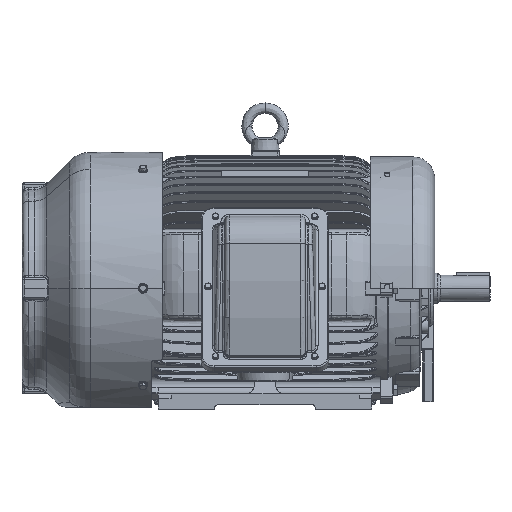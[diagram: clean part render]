
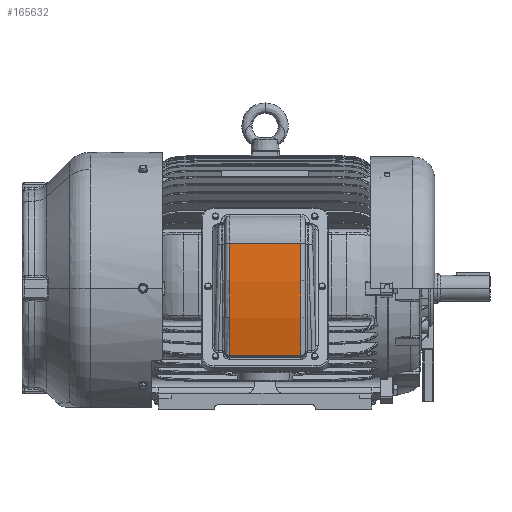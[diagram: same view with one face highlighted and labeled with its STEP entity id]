
A CAD part, front view. The second image highlights one B-rep face of the part: STEP entity #165632.
In plain terms, the highlighted cylindrical face has radius 750 mm (diameter 1500 mm), a partial arc.
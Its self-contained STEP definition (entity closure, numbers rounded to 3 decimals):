
#3280 = B_SPLINE_CURVE_WITH_KNOTS ( 'NONE', 3,
 ( #31250, #223868, #64875, #170450 ),
 .UNSPECIFIED., .F., .F.,
 ( 4, 4 ),
 ( 0., 1. ),
 .UNSPECIFIED. ) ;
#14083 = B_SPLINE_CURVE_WITH_KNOTS ( 'NONE', 3,
 ( #88717, #128907, #23340, #199677, #40750, #106093, #94143, #95258, #218248, #70143 ),
 .UNSPECIFIED., .F., .F.,
 ( 4, 2, 2, 2, 4 ),
 ( 0., 0.25, 0.5, 0.75, 1. ),
 .UNSPECIFIED. ) ;
#17791 = CARTESIAN_POINT ( 'NONE',  ( 192.62, -361.395, 1030.199 ) ) ;
#23340 = CARTESIAN_POINT ( 'NONE',  ( 26.62, -349.086, 922.264 ) ) ;
#29622 = CARTESIAN_POINT ( 'NONE',  ( 192.62, -357.673, 1138.766 ) ) ;
#31250 = CARTESIAN_POINT ( 'NONE',  ( 192.62, -339.501, 879.845 ) ) ;
#32728 = AXIS2_PLACEMENT_3D ( 'NONE', #221218, #48257, #203766 ) ;
#35226 = CARTESIAN_POINT ( 'NONE',  ( 192.62, -358.351, 986.827 ) ) ;
#36342 = CARTESIAN_POINT ( 'NONE',  ( 192.62, -339.501, 879.845 ) ) ;
#40750 = CARTESIAN_POINT ( 'NONE',  ( 26.62, -358.351, 986.827 ) ) ;
#46770 = EDGE_CURVE ( 'NONE', #190231, #172140, #3280, .T. ) ;
#48257 = DIRECTION ( 'NONE',  ( 1., 0., 0. ) ) ;
#49746 = EDGE_LOOP ( 'NONE', ( #184880, #195275, #227940, #87458 ) ) ;
#53756 = CARTESIAN_POINT ( 'NONE',  ( 192.62, -361.973, 1051.951 ) ) ;
#59447 = B_SPLINE_CURVE_WITH_KNOTS ( 'NONE', 3,
 ( #66705, #205950, #116629, #29622 ),
 .UNSPECIFIED., .F., .F.,
 ( 4, 4 ),
 ( 0., 1. ),
 .UNSPECIFIED. ) ;
#64875 = CARTESIAN_POINT ( 'NONE',  ( 81.953, -339.501, 879.845 ) ) ;
#66705 = CARTESIAN_POINT ( 'NONE',  ( 26.62, -357.673, 1138.766 ) ) ;
#67720 = CARTESIAN_POINT ( 'NONE',  ( 192.62, -357.673, 1138.766 ) ) ;
#68886 = CARTESIAN_POINT ( 'NONE',  ( 192.62, -361.239, 1095.424 ) ) ;
#70143 = CARTESIAN_POINT ( 'NONE',  ( 26.62, -357.673, 1138.766 ) ) ;
#72296 = VERTEX_POINT ( 'NONE', #222044 ) ;
#86305 = CARTESIAN_POINT ( 'NONE',  ( 192.62, -355.885, 965.208 ) ) ;
#87458 = ORIENTED_EDGE ( 'NONE', *, *, #87624, .F. ) ;
#87624 = EDGE_CURVE ( 'NONE', #72296, #190231, #122824, .T. ) ;
#88717 = CARTESIAN_POINT ( 'NONE',  ( 26.62, -339.501, 879.845 ) ) ;
#94143 = CARTESIAN_POINT ( 'NONE',  ( 26.62, -361.973, 1051.951 ) ) ;
#94558 = EDGE_CURVE ( 'NONE', #172140, #200322, #14083, .T. ) ;
#95258 = CARTESIAN_POINT ( 'NONE',  ( 26.62, -361.239, 1095.424 ) ) ;
#98417 = CARTESIAN_POINT ( 'NONE',  ( 26.62, -357.673, 1138.766 ) ) ;
#106093 = CARTESIAN_POINT ( 'NONE',  ( 26.62, -361.395, 1030.199 ) ) ;
#110126 = CARTESIAN_POINT ( 'NONE',  ( 26.62, -339.501, 879.845 ) ) ;
#116629 = CARTESIAN_POINT ( 'NONE',  ( 137.286, -357.673, 1138.766 ) ) ;
#117861 = CYLINDRICAL_SURFACE ( 'NONE', #32728, 750. ) ;
#122824 = B_SPLINE_CURVE_WITH_KNOTS ( 'NONE', 3,
 ( #67720, #173284, #68886, #53756, #17791, #35226, #86305, #138477, #209245, #36342 ),
 .UNSPECIFIED., .F., .F.,
 ( 4, 2, 2, 2, 4 ),
 ( 0., 0.25, 0.5, 0.75, 1. ),
 .UNSPECIFIED. ) ;
#128907 = CARTESIAN_POINT ( 'NONE',  ( 26.62, -344.752, 900.94 ) ) ;
#138477 = CARTESIAN_POINT ( 'NONE',  ( 192.62, -349.086, 922.264 ) ) ;
#165632 = ADVANCED_FACE ( 'NONE', ( #207187 ), #117861, .T. ) ;
#170450 = CARTESIAN_POINT ( 'NONE',  ( 26.62, -339.501, 879.845 ) ) ;
#172140 = VERTEX_POINT ( 'NONE', #110126 ) ;
#173284 = CARTESIAN_POINT ( 'NONE',  ( 192.62, -359.926, 1117.144 ) ) ;
#184880 = ORIENTED_EDGE ( 'NONE', *, *, #208723, .F. ) ;
#187263 = CARTESIAN_POINT ( 'NONE',  ( 192.62, -339.501, 879.845 ) ) ;
#190231 = VERTEX_POINT ( 'NONE', #187263 ) ;
#195275 = ORIENTED_EDGE ( 'NONE', *, *, #94558, .F. ) ;
#199677 = CARTESIAN_POINT ( 'NONE',  ( 26.62, -355.885, 965.208 ) ) ;
#200322 = VERTEX_POINT ( 'NONE', #98417 ) ;
#203766 = DIRECTION ( 'NONE',  ( 0., -0.995, 0.104 ) ) ;
#205950 = CARTESIAN_POINT ( 'NONE',  ( 81.953, -357.673, 1138.766 ) ) ;
#207187 = FACE_OUTER_BOUND ( 'NONE', #49746, .T. ) ;
#208723 = EDGE_CURVE ( 'NONE', #200322, #72296, #59447, .T. ) ;
#209245 = CARTESIAN_POINT ( 'NONE',  ( 192.62, -344.752, 900.94 ) ) ;
#218248 = CARTESIAN_POINT ( 'NONE',  ( 26.62, -359.926, 1117.144 ) ) ;
#221218 = CARTESIAN_POINT ( 'NONE',  ( 109.62, 388.287, 1061.022 ) ) ;
#222044 = CARTESIAN_POINT ( 'NONE',  ( 192.62, -357.673, 1138.766 ) ) ;
#223868 = CARTESIAN_POINT ( 'NONE',  ( 137.286, -339.501, 879.845 ) ) ;
#227940 = ORIENTED_EDGE ( 'NONE', *, *, #46770, .F. ) ;
